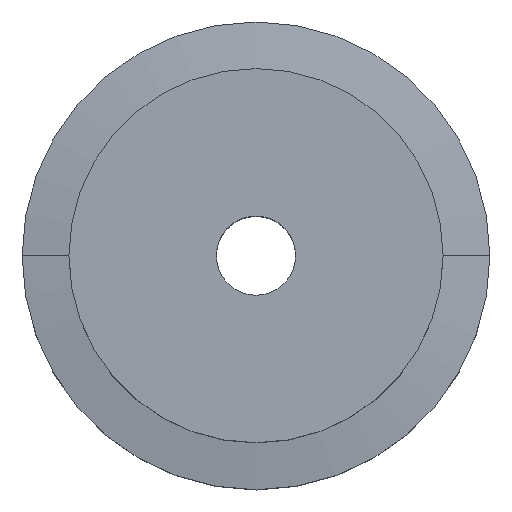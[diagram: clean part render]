
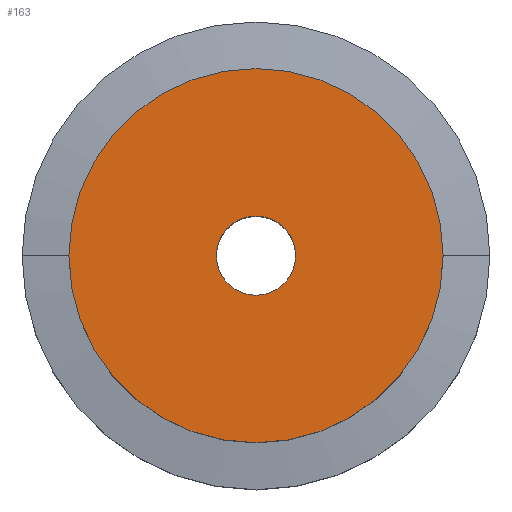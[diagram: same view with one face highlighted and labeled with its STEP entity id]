
A CAD part, top view. The second image highlights one B-rep face of the part: STEP entity #163.
In plain terms, the highlighted planar face has unit normal (0, 0, 1).
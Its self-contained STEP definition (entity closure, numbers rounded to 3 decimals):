
#9 = DIRECTION ( 'NONE',  ( 0., 0., 1. ) ) ;
#10 = CARTESIAN_POINT ( 'NONE',  ( 0., 0., 38. ) ) ;
#11 = AXIS2_PLACEMENT_3D ( 'NONE', #245, #376, #17 ) ;
#14 = AXIS2_PLACEMENT_3D ( 'NONE', #353, #123, #320 ) ;
#17 = DIRECTION ( 'NONE',  ( 1., 0., 0. ) ) ;
#33 = EDGE_CURVE ( 'NONE', #166, #274, #217, .T. ) ;
#61 = DIRECTION ( 'NONE',  ( 1., 0., 0. ) ) ;
#68 = CARTESIAN_POINT ( 'NONE',  ( -20., 0., 38. ) ) ;
#74 = CIRCLE ( 'NONE', #228, 4.231 ) ;
#75 = DIRECTION ( 'NONE',  ( 0., 0., 1. ) ) ;
#81 = VERTEX_POINT ( 'NONE', #193 ) ;
#83 = ORIENTED_EDGE ( 'NONE', *, *, #373, .F. ) ;
#84 = EDGE_CURVE ( 'NONE', #81, #96, #181, .T. ) ;
#96 = VERTEX_POINT ( 'NONE', #287 ) ;
#114 = EDGE_LOOP ( 'NONE', ( #337, #83 ) ) ;
#123 = DIRECTION ( 'NONE',  ( 0., 0., 1. ) ) ;
#136 = DIRECTION ( 'NONE',  ( 1., 0., 0. ) ) ;
#157 = DIRECTION ( 'NONE',  ( 0., 0., 1. ) ) ;
#158 = CIRCLE ( 'NONE', #205, 20. ) ;
#163 = ADVANCED_FACE ( 'NONE', ( #321, #354 ), #286, .T. ) ;
#166 = VERTEX_POINT ( 'NONE', #68 ) ;
#181 = CIRCLE ( 'NONE', #210, 4.231 ) ;
#193 = CARTESIAN_POINT ( 'NONE',  ( 4.231, 0., 38. ) ) ;
#205 = AXIS2_PLACEMENT_3D ( 'NONE', #10, #75, #136 ) ;
#207 = CARTESIAN_POINT ( 'NONE',  ( 0., 0., 38. ) ) ;
#210 = AXIS2_PLACEMENT_3D ( 'NONE', #231, #157, #61 ) ;
#217 = CIRCLE ( 'NONE', #11, 20. ) ;
#228 = AXIS2_PLACEMENT_3D ( 'NONE', #207, #9, #270 ) ;
#231 = CARTESIAN_POINT ( 'NONE',  ( 0., 0., 38. ) ) ;
#245 = CARTESIAN_POINT ( 'NONE',  ( 0., 0., 38. ) ) ;
#255 = EDGE_CURVE ( 'NONE', #274, #166, #158, .T. ) ;
#270 = DIRECTION ( 'NONE',  ( 1., 0., 0. ) ) ;
#274 = VERTEX_POINT ( 'NONE', #366 ) ;
#286 = PLANE ( 'NONE',  #14 ) ;
#287 = CARTESIAN_POINT ( 'NONE',  ( -4.231, 0., 38. ) ) ;
#297 = ORIENTED_EDGE ( 'NONE', *, *, #255, .T. ) ;
#320 = DIRECTION ( 'NONE',  ( 1., 0., 0. ) ) ;
#321 = FACE_BOUND ( 'NONE', #114, .T. ) ;
#327 = EDGE_LOOP ( 'NONE', ( #297, #392 ) ) ;
#337 = ORIENTED_EDGE ( 'NONE', *, *, #84, .F. ) ;
#353 = CARTESIAN_POINT ( 'NONE',  ( 0., 0., 38. ) ) ;
#354 = FACE_OUTER_BOUND ( 'NONE', #327, .T. ) ;
#366 = CARTESIAN_POINT ( 'NONE',  ( 20., 0., 38. ) ) ;
#373 = EDGE_CURVE ( 'NONE', #96, #81, #74, .T. ) ;
#376 = DIRECTION ( 'NONE',  ( 0., 0., 1. ) ) ;
#392 = ORIENTED_EDGE ( 'NONE', *, *, #33, .T. ) ;
